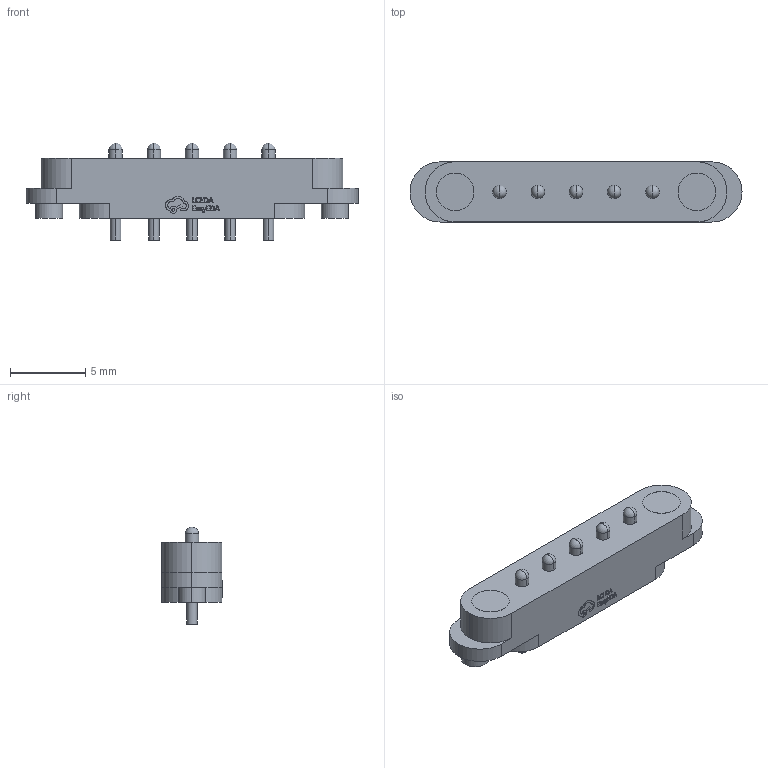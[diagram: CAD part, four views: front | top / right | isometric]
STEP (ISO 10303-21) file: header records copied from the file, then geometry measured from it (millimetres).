
FILE_DESCRIPTION (( 'STEP AP214' ), '1' );
FILE_NAME ('CONN-TH_PR5L5015-5P-C-H.STEP', '2024-09-22T00:30:43', ( '' ), ( '' ), 'SwSTEP 2.0', 'SolidWorks 2020', '' );
FILE_SCHEMA (( 'AUTOMOTIVE_DESIGN' ));
Length unit declared in the file: millimetre
Products named in the file (1): CONN-TH_PR5L5015-5P-C-H
Bounding box: 22.08 x 4.01 x 6.5 mm (x, y, z)
Volume: 305.8 mm3; surface area: 381.4 mm2
Topology: 1 solids, 1 shells, 301 faces, 803 edges, 527 vertices
Faces by surface type: plane 143, bspline 98, cylinder 40, cone 10, sphere 10
Entity records: 13054 total; most frequent: CARTESIAN_POINT 2908, ORIENTED_EDGE 1566, DIRECTION 1091, EDGE_CURVE 783, VERTEX_POINT 517, LINE 483, VECTOR 483, EDGE_LOOP 334
